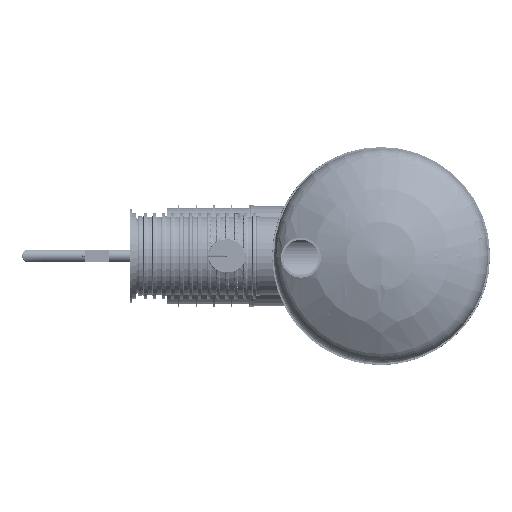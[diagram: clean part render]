
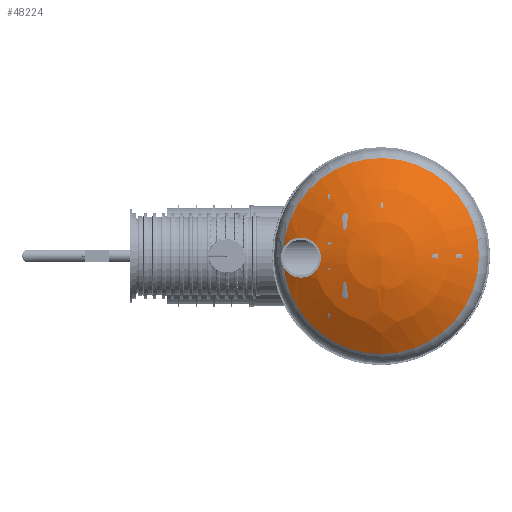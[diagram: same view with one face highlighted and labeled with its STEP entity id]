
A CAD part, left-side view. The second image highlights one B-rep face of the part: STEP entity #48224.
In plain terms, the highlighted spherical face has radius 1446 mm.
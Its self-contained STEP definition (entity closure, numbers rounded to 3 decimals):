
#1933=SPHERICAL_SURFACE('',#51944,1446.);
#3893=B_SPLINE_CURVE_WITH_KNOTS('',3,(#58897,#58898,#58899,#58900,#58901,
#58902,#58903,#58904,#58905,#58906,#58907,#58908,#58909,#58910,#58911,#58912,
#58913,#58914,#58915,#58916,#58917,#58918,#58919,#58920,#58921,#58922,#58923,
#58924,#58925,#58926,#58927,#58928,#58929,#58930,#58931,#58932,#58933,#58934,
#58935,#58936,#58937,#58938,#58939,#58940,#58941,#58942,#58943,#58944,#58945,
#58946,#58947,#58948,#58949,#58950,#58951,#58952,#58953,#58954,#58955,#58956,
#58957,#58958,#58959,#58960,#58961,#58962,#58963,#58964,#58965,#58966,#58967,
#58968,#58969,#58970,#58971,#58972),.UNSPECIFIED.,.F.,.F.,(4,1,1,1,1,1,
1,1,1,1,1,1,1,1,1,1,1,1,1,1,1,1,1,1,1,1,1,1,1,1,1,1,1,1,1,1,1,1,1,1,1,1,
1,1,1,1,1,1,1,1,1,1,1,1,1,1,1,1,1,1,1,1,1,1,1,1,1,1,1,1,1,1,1,4),(0.,
0.015,0.03,0.044,0.059,
0.074,0.089,0.103,0.111,
0.118,0.133,0.148,0.162,0.17,
0.177,0.192,0.207,0.222,
0.236,0.251,0.266,0.281,
0.295,0.303,0.31,0.325,
0.34,0.355,0.369,0.384,0.399,
0.414,0.428,0.443,0.458,
0.465,0.473,0.48,0.487,
0.502,0.517,0.524,0.532,
0.547,0.561,0.576,0.591,
0.606,0.613,0.62,0.635,
0.65,0.665,0.679,0.694,
0.709,0.724,0.731,0.739,
0.753,0.768,0.783,0.798,
0.812,0.827,0.842,0.857,0.864,
0.872,0.886,0.901,0.916,
0.931,0.945),.UNSPECIFIED.);
#7947=ORIENTED_EDGE('',*,*,#18636,.F.);
#7948=ORIENTED_EDGE('',*,*,#18634,.F.);
#18634=EDGE_CURVE('',#23994,#23995,#28951,.T.);
#18636=EDGE_CURVE('',#23995,#23994,#3893,.T.);
#23994=VERTEX_POINT('',#58891);
#23995=VERTEX_POINT('',#58892);
#28951=CIRCLE('',#51942,830.353);
#29953=EDGE_LOOP('',(#7947,#7948));
#38924=FACE_BOUND('',#29953,.T.);
#48224=ADVANCED_FACE('',(#38924),#1933,.T.);
#51942=AXIS2_PLACEMENT_3D('',#58893,#54112,#54113);
#51944=AXIS2_PLACEMENT_3D('',#58896,#54116,#54117);
#54112=DIRECTION('',(0.,0.,-1.));
#54113=DIRECTION('',(-1.,0.,0.));
#54116=DIRECTION('',(0.,0.,-1.));
#54117=DIRECTION('',(-1.,0.,0.));
#58891=CARTESIAN_POINT('',(35.718,829.585,-262.18));
#58892=CARTESIAN_POINT('',(-68.82,827.496,-262.18));
#58893=CARTESIAN_POINT('',(0.,0.,-262.18));
#58896=CARTESIAN_POINT('',(0.,0.,-1446.));
#58897=CARTESIAN_POINT('',(-68.82,827.496,-262.18));
#58898=CARTESIAN_POINT('',(-73.422,825.773,-261.243));
#58899=CARTESIAN_POINT('',(-82.337,821.945,-259.148));
#58900=CARTESIAN_POINT('',(-94.904,815.13,-255.393));
#58901=CARTESIAN_POINT('',(-106.684,807.301,-251.063));
#58902=CARTESIAN_POINT('',(-117.745,798.416,-246.142));
#58903=CARTESIAN_POINT('',(-127.735,788.805,-240.82));
#58904=CARTESIAN_POINT('',(-136.727,778.508,-235.124));
#58905=CARTESIAN_POINT('',(-143.411,769.37,-230.08));
#58906=CARTESIAN_POINT('',(-148.276,761.727,-225.869));
#58907=CARTESIAN_POINT('',(-152.757,753.972,-221.602));
#58908=CARTESIAN_POINT('',(-157.678,744.042,-216.151));
#58909=CARTESIAN_POINT('',(-162.526,731.772,-209.438));
#58910=CARTESIAN_POINT('',(-165.699,721.246,-203.7));
#58911=CARTESIAN_POINT('',(-167.708,712.655,-199.031));
#58912=CARTESIAN_POINT('',(-169.341,704.063,-194.37));
#58913=CARTESIAN_POINT('',(-170.702,693.281,-188.538));
#58914=CARTESIAN_POINT('',(-171.262,680.284,-181.535));
#58915=CARTESIAN_POINT('',(-170.75,667.237,-174.533));
#58916=CARTESIAN_POINT('',(-169.125,654.094,-167.506));
#58917=CARTESIAN_POINT('',(-166.427,641.239,-160.658));
#58918=CARTESIAN_POINT('',(-162.669,628.642,-153.972));
#58919=CARTESIAN_POINT('',(-157.84,616.317,-147.451));
#58920=CARTESIAN_POINT('',(-152.892,606.274,-142.154));
#58921=CARTESIAN_POINT('',(-148.353,598.397,-138.007));
#58922=CARTESIAN_POINT('',(-143.498,590.758,-133.989));
#58923=CARTESIAN_POINT('',(-136.82,581.608,-129.185));
#58924=CARTESIAN_POINT('',(-127.82,571.284,-123.773));
#58925=CARTESIAN_POINT('',(-117.823,561.65,-118.726));
#58926=CARTESIAN_POINT('',(-106.689,552.699,-114.034));
#58927=CARTESIAN_POINT('',(-94.838,544.828,-109.902));
#58928=CARTESIAN_POINT('',(-82.263,538.021,-106.316));
#58929=CARTESIAN_POINT('',(-68.971,532.316,-103.289));
#58930=CARTESIAN_POINT('',(-54.828,527.755,-100.839));
#58931=CARTESIAN_POINT('',(-40.454,524.578,-99.089));
#58932=CARTESIAN_POINT('',(-28.262,523.05,-98.195));
#58933=CARTESIAN_POINT('',(-18.388,522.515,-97.825));
#58934=CARTESIAN_POINT('',(-10.907,522.463,-97.724));
#58935=CARTESIAN_POINT('',(-3.404,522.77,-97.803));
#58936=CARTESIAN_POINT('',(6.466,523.645,-98.145));
#58937=CARTESIAN_POINT('',(18.632,525.595,-99.007));
#58938=CARTESIAN_POINT('',(30.541,528.666,-100.437));
#58939=CARTESIAN_POINT('',(39.943,531.813,-101.934));
#58940=CARTESIAN_POINT('',(49.082,535.359,-103.636));
#58941=CARTESIAN_POINT('',(60.042,540.519,-106.141));
#58942=CARTESIAN_POINT('',(72.466,547.82,-109.724));
#58943=CARTESIAN_POINT('',(84.202,556.256,-113.904));
#58944=CARTESIAN_POINT('',(94.868,565.502,-118.523));
#58945=CARTESIAN_POINT('',(102.949,573.868,-122.733));
#58946=CARTESIAN_POINT('',(108.928,580.938,-126.311));
#58947=CARTESIAN_POINT('',(114.603,588.283,-130.04));
#58948=CARTESIAN_POINT('',(120.984,597.783,-134.891));
#58949=CARTESIAN_POINT('',(127.528,609.616,-140.974));
#58950=CARTESIAN_POINT('',(133.,621.865,-147.314));
#58951=CARTESIAN_POINT('',(137.424,634.583,-153.944));
#58952=CARTESIAN_POINT('',(140.699,647.428,-160.687));
#58953=CARTESIAN_POINT('',(142.872,660.377,-167.532));
#58954=CARTESIAN_POINT('',(143.78,671.257,-173.326));
#58955=CARTESIAN_POINT('',(143.962,680.009,-178.01));
#58956=CARTESIAN_POINT('',(143.777,688.813,-182.74));
#58957=CARTESIAN_POINT('',(142.862,699.694,-188.619));
#58958=CARTESIAN_POINT('',(140.7,712.548,-195.613));
#58959=CARTESIAN_POINT('',(137.48,725.202,-202.549));
#58960=CARTESIAN_POINT('',(133.185,737.655,-209.425));
#58961=CARTESIAN_POINT('',(127.771,749.889,-216.231));
#58962=CARTESIAN_POINT('',(121.388,761.533,-222.758));
#58963=CARTESIAN_POINT('',(114.013,772.657,-229.04));
#58964=CARTESIAN_POINT('',(107.022,781.472,-234.057));
#58965=CARTESIAN_POINT('',(100.904,788.235,-237.928));
#58966=CARTESIAN_POINT('',(94.397,794.822,-241.713));
#58967=CARTESIAN_POINT('',(85.716,802.517,-246.163));
#58968=CARTESIAN_POINT('',(74.512,810.807,-250.999));
#58969=CARTESIAN_POINT('',(62.485,818.156,-255.326));
#58970=CARTESIAN_POINT('',(49.583,824.524,-259.116));
#58971=CARTESIAN_POINT('',(40.396,828.043,-261.241));
#58972=CARTESIAN_POINT('',(35.718,829.585,-262.18));
